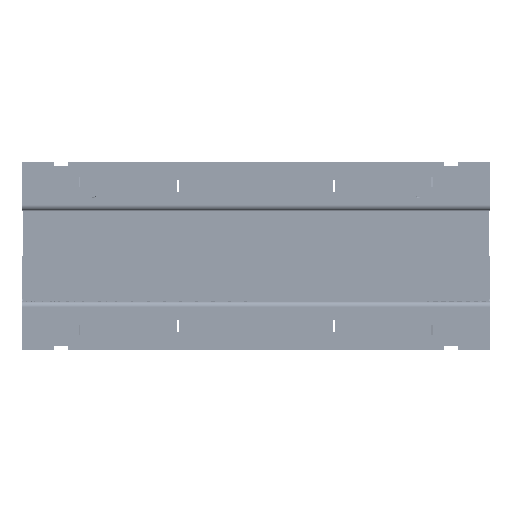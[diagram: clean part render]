
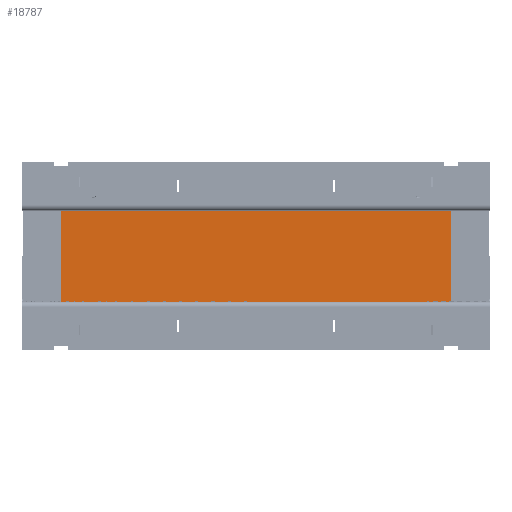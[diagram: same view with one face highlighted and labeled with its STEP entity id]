
A CAD part, front view. The second image highlights one B-rep face of the part: STEP entity #18787.
In plain terms, the highlighted planar face has unit normal (0, -1, 0).
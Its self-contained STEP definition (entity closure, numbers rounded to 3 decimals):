
#301=LINE('',#27102,#2455);
#306=LINE('',#27111,#2460);
#310=LINE('',#27119,#2464);
#311=LINE('',#27121,#2465);
#2455=VECTOR('',#21736,10.);
#2460=VECTOR('',#21743,10.);
#2464=VECTOR('',#21751,10.);
#2465=VECTOR('',#21754,10.);
#4596=PLANE('',#20080);
#5448=FACE_OUTER_BOUND('',#6460,.T.);
#6460=EDGE_LOOP('',(#12776,#12777,#12778,#12779));
#8117=VERTEX_POINT('',#27098);
#8119=VERTEX_POINT('',#27101);
#8121=VERTEX_POINT('',#27107);
#8124=VERTEX_POINT('',#27117);
#9968=EDGE_CURVE('',#8119,#8117,#301,.T.);
#9973=EDGE_CURVE('',#8121,#8119,#306,.T.);
#9977=EDGE_CURVE('',#8117,#8124,#310,.T.);
#9978=EDGE_CURVE('',#8124,#8121,#311,.T.);
#12776=ORIENTED_EDGE('',*,*,#9978,.T.);
#12777=ORIENTED_EDGE('',*,*,#9973,.T.);
#12778=ORIENTED_EDGE('',*,*,#9968,.T.);
#12779=ORIENTED_EDGE('',*,*,#9977,.T.);
#18787=ADVANCED_FACE('',(#5448),#4596,.T.);
#20080=AXIS2_PLACEMENT_3D('',#27120,#21752,#21753);
#21736=DIRECTION('',(1.,0.,0.));
#21743=DIRECTION('',(0.,0.,-1.));
#21751=DIRECTION('',(0.,0.,1.));
#21752=DIRECTION('center_axis',(0.,-1.,0.));
#21753=DIRECTION('ref_axis',(0.,0.,-1.));
#21754=DIRECTION('',(-1.,0.,0.));
#27098=CARTESIAN_POINT('',(150.,-150.,-35.));
#27101=CARTESIAN_POINT('',(-150.,-150.,-35.));
#27102=CARTESIAN_POINT('',(-150.,-150.,-35.));
#27107=CARTESIAN_POINT('',(-150.,-150.,35.));
#27111=CARTESIAN_POINT('',(-150.,-150.,0.));
#27117=CARTESIAN_POINT('',(150.,-150.,35.));
#27119=CARTESIAN_POINT('',(150.,-150.,0.));
#27120=CARTESIAN_POINT('Origin',(150.,-150.,0.));
#27121=CARTESIAN_POINT('',(-150.,-150.,35.));
